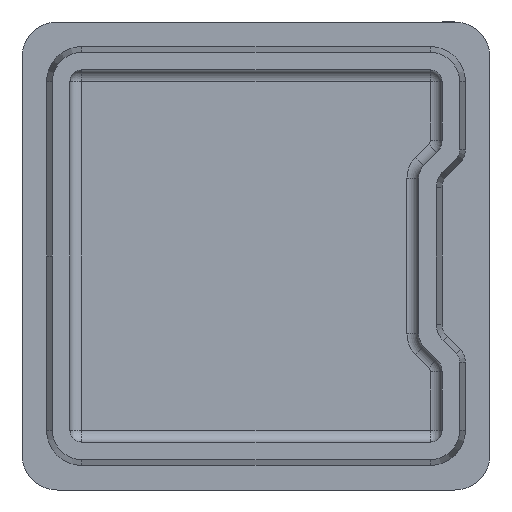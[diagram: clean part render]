
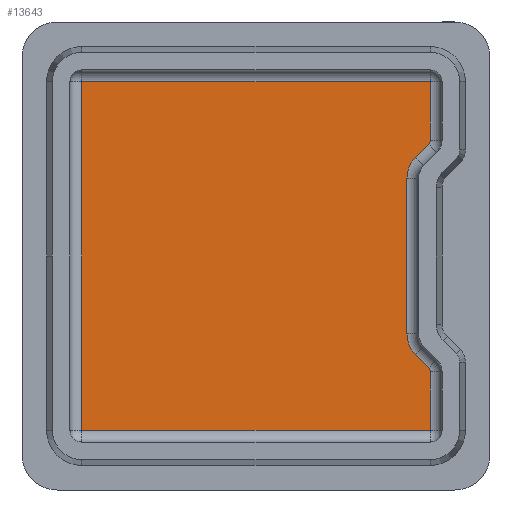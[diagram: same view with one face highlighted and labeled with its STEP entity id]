
A CAD part, front view. The second image highlights one B-rep face of the part: STEP entity #13643.
In plain terms, the highlighted planar face has unit normal (0, -1, 0).
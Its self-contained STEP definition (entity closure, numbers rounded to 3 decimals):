
#216 = CARTESIAN_POINT ( 'NONE',  ( -14.9, 1., 14.9 ) ) ;
#564 = ORIENTED_EDGE ( 'NONE', *, *, #18615, .T. ) ;
#696 = DIRECTION ( 'NONE',  ( 0., -1., 0. ) ) ;
#842 = DIRECTION ( 'NONE',  ( 0., -1., 0. ) ) ;
#875 = AXIS2_PLACEMENT_3D ( 'NONE', #4858, #15497, #9085 ) ;
#1070 = CARTESIAN_POINT ( 'NONE',  ( 14.9, 1., -9.902 ) ) ;
#1482 = EDGE_CURVE ( 'NONE', #9227, #19649, #13583, .T. ) ;
#1567 = EDGE_CURVE ( 'NONE', #3390, #5372, #11919, .T. ) ;
#1840 = AXIS2_PLACEMENT_3D ( 'NONE', #3471, #15569, #2153 ) ;
#2153 = DIRECTION ( 'NONE',  ( 0., 0., -1. ) ) ;
#2877 = CARTESIAN_POINT ( 'NONE',  ( 12.9, 1., -6.66 ) ) ;
#3094 = CARTESIAN_POINT ( 'NONE',  ( 14.9, 1., -14.9 ) ) ;
#3161 = DIRECTION ( 'NONE',  ( -1., 0., 0. ) ) ;
#3207 = LINE ( 'NONE', #10412, #10801 ) ;
#3262 = VERTEX_POINT ( 'NONE', #16663 ) ;
#3390 = VERTEX_POINT ( 'NONE', #12732 ) ;
#3471 = CARTESIAN_POINT ( 'NONE',  ( 15.4, 1., -6.66 ) ) ;
#3560 = VERTEX_POINT ( 'NONE', #3596 ) ;
#3596 = CARTESIAN_POINT ( 'NONE',  ( 14.9, 1., 9.902 ) ) ;
#3638 = ORIENTED_EDGE ( 'NONE', *, *, #7066, .T. ) ;
#3737 = ORIENTED_EDGE ( 'NONE', *, *, #8437, .T. ) ;
#3820 = DIRECTION ( 'NONE',  ( 0., 0., 1. ) ) ;
#3870 = CARTESIAN_POINT ( 'NONE',  ( 14.4, 1., -9.902 ) ) ;
#3891 = VECTOR ( 'NONE', #4837, 1000. ) ;
#3932 = CIRCLE ( 'NONE', #10503, 0.5 ) ;
#4603 = LINE ( 'NONE', #4899, #3891 ) ;
#4820 = DIRECTION ( 'NONE',  ( -0.707, 0., 0.707 ) ) ;
#4837 = DIRECTION ( 'NONE',  ( 0., 0., 1. ) ) ;
#4858 = CARTESIAN_POINT ( 'NONE',  ( 14.9, 1., -14.9 ) ) ;
#4899 = CARTESIAN_POINT ( 'NONE',  ( 14.9, 1., 14.9 ) ) ;
#5196 = ORIENTED_EDGE ( 'NONE', *, *, #16649, .T. ) ;
#5249 = CARTESIAN_POINT ( 'NONE',  ( 14.754, 1., -9.549 ) ) ;
#5372 = VERTEX_POINT ( 'NONE', #10192 ) ;
#5390 = CIRCLE ( 'NONE', #19538, 2.5 ) ;
#6175 = CARTESIAN_POINT ( 'NONE',  ( 12.9, 1., 6.66 ) ) ;
#6180 = ORIENTED_EDGE ( 'NONE', *, *, #11030, .T. ) ;
#6212 = VERTEX_POINT ( 'NONE', #7915 ) ;
#6327 = DIRECTION ( 'NONE',  ( 1., 0., 0. ) ) ;
#6335 = CARTESIAN_POINT ( 'NONE',  ( 13.632, 1., -8.428 ) ) ;
#6488 = VECTOR ( 'NONE', #6327, 1000. ) ;
#6861 = CARTESIAN_POINT ( 'NONE',  ( 14.754, 1., 9.549 ) ) ;
#6862 = VECTOR ( 'NONE', #3820, 1000. ) ;
#7044 = ORIENTED_EDGE ( 'NONE', *, *, #13328, .T. ) ;
#7066 = EDGE_CURVE ( 'NONE', #19012, #6212, #5390, .T. ) ;
#7337 = VECTOR ( 'NONE', #19348, 1000. ) ;
#7355 = LINE ( 'NONE', #216, #14048 ) ;
#7650 = FACE_OUTER_BOUND ( 'NONE', #11960, .T. ) ;
#7870 = VECTOR ( 'NONE', #8117, 1000. ) ;
#7915 = CARTESIAN_POINT ( 'NONE',  ( 13.632, 1., 8.428 ) ) ;
#7939 = ORIENTED_EDGE ( 'NONE', *, *, #12748, .T. ) ;
#8117 = DIRECTION ( 'NONE',  ( 0., 0., -1. ) ) ;
#8437 = EDGE_CURVE ( 'NONE', #3262, #9227, #3932, .T. ) ;
#8494 = DIRECTION ( 'NONE',  ( 0., 1., 0. ) ) ;
#8728 = ORIENTED_EDGE ( 'NONE', *, *, #12170, .T. ) ;
#8799 = ORIENTED_EDGE ( 'NONE', *, *, #18214, .T. ) ;
#9085 = DIRECTION ( 'NONE',  ( 0., 0., -1. ) ) ;
#9227 = VERTEX_POINT ( 'NONE', #5249 ) ;
#9866 = CARTESIAN_POINT ( 'NONE',  ( 14.4, 1., 9.902 ) ) ;
#10192 = CARTESIAN_POINT ( 'NONE',  ( -14.9, 1., -14.9 ) ) ;
#10213 = VERTEX_POINT ( 'NONE', #2877 ) ;
#10376 = CARTESIAN_POINT ( 'NONE',  ( 13.632, 1., -8.428 ) ) ;
#10412 = CARTESIAN_POINT ( 'NONE',  ( 14.754, 1., 9.549 ) ) ;
#10491 = VECTOR ( 'NONE', #4820, 1000. ) ;
#10503 = AXIS2_PLACEMENT_3D ( 'NONE', #3870, #696, #11461 ) ;
#10662 = LINE ( 'NONE', #18847, #6862 ) ;
#10801 = VECTOR ( 'NONE', #15003, 1000. ) ;
#11030 = EDGE_CURVE ( 'NONE', #11604, #3560, #15609, .T. ) ;
#11461 = DIRECTION ( 'NONE',  ( 0., 0., -1. ) ) ;
#11568 = DIRECTION ( 'NONE',  ( 0., 0., -1. ) ) ;
#11604 = VERTEX_POINT ( 'NONE', #6861 ) ;
#11757 = ORIENTED_EDGE ( 'NONE', *, *, #1567, .T. ) ;
#11919 = LINE ( 'NONE', #14273, #7870 ) ;
#11957 = LINE ( 'NONE', #3094, #6488 ) ;
#11960 = EDGE_LOOP ( 'NONE', ( #11757, #7044, #12691, #3737, #12061, #564, #8799, #3638, #8728, #6180, #7939, #5196 ) ) ;
#12061 = ORIENTED_EDGE ( 'NONE', *, *, #1482, .T. ) ;
#12170 = EDGE_CURVE ( 'NONE', #6212, #11604, #3207, .T. ) ;
#12421 = PLANE ( 'NONE',  #875 ) ;
#12691 = ORIENTED_EDGE ( 'NONE', *, *, #17330, .T. ) ;
#12732 = CARTESIAN_POINT ( 'NONE',  ( -14.9, 1., 14.9 ) ) ;
#12748 = EDGE_CURVE ( 'NONE', #3560, #18088, #4603, .T. ) ;
#12870 = DIRECTION ( 'NONE',  ( 0., 0., -1. ) ) ;
#13328 = EDGE_CURVE ( 'NONE', #5372, #17516, #11957, .T. ) ;
#13583 = LINE ( 'NONE', #6335, #10491 ) ;
#13643 = ADVANCED_FACE ( 'NONE', ( #7650 ), #12421, .T. ) ;
#14048 = VECTOR ( 'NONE', #3161, 1000. ) ;
#14273 = CARTESIAN_POINT ( 'NONE',  ( -14.9, 1., -14.9 ) ) ;
#15003 = DIRECTION ( 'NONE',  ( 0.707, 0., 0.707 ) ) ;
#15127 = CARTESIAN_POINT ( 'NONE',  ( 14.9, 1., 14.9 ) ) ;
#15497 = DIRECTION ( 'NONE',  ( 0., -1., 0. ) ) ;
#15569 = DIRECTION ( 'NONE',  ( 0., 1., 0. ) ) ;
#15609 = CIRCLE ( 'NONE', #16010, 0.5 ) ;
#16010 = AXIS2_PLACEMENT_3D ( 'NONE', #9866, #842, #12870 ) ;
#16108 = CIRCLE ( 'NONE', #1840, 2.5 ) ;
#16170 = LINE ( 'NONE', #1070, #7337 ) ;
#16280 = CARTESIAN_POINT ( 'NONE',  ( 15.4, 1., 6.66 ) ) ;
#16649 = EDGE_CURVE ( 'NONE', #18088, #3390, #7355, .T. ) ;
#16663 = CARTESIAN_POINT ( 'NONE',  ( 14.9, 1., -9.902 ) ) ;
#17330 = EDGE_CURVE ( 'NONE', #17516, #3262, #16170, .T. ) ;
#17516 = VERTEX_POINT ( 'NONE', #19679 ) ;
#18088 = VERTEX_POINT ( 'NONE', #15127 ) ;
#18214 = EDGE_CURVE ( 'NONE', #10213, #19012, #10662, .T. ) ;
#18615 = EDGE_CURVE ( 'NONE', #19649, #10213, #16108, .T. ) ;
#18847 = CARTESIAN_POINT ( 'NONE',  ( 12.9, 1., 6.66 ) ) ;
#19012 = VERTEX_POINT ( 'NONE', #6175 ) ;
#19348 = DIRECTION ( 'NONE',  ( 0., 0., 1. ) ) ;
#19538 = AXIS2_PLACEMENT_3D ( 'NONE', #16280, #8494, #11568 ) ;
#19649 = VERTEX_POINT ( 'NONE', #10376 ) ;
#19679 = CARTESIAN_POINT ( 'NONE',  ( 14.9, 1., -14.9 ) ) ;
